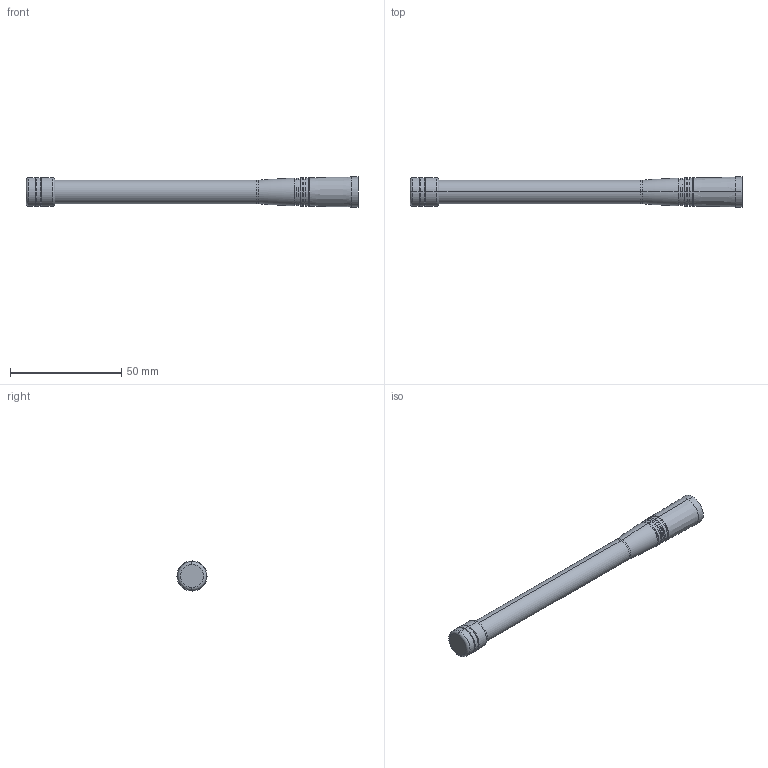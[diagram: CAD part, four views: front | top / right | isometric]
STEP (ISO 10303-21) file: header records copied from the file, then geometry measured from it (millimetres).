
FILE_DESCRIPTION (( 'STEP AP214' ), '1' );
FILE_NAME ('FMANRBD1046_3D.step', '2023-04-10T18:00:04', ( '' ), ( '' ), 'SwSTEP 2.0', 'SolidWorks 2022', '' );
FILE_SCHEMA (( 'AUTOMOTIVE_DESIGN' ));
Length unit declared in the file: inch
Products named in the file (1): FMANRBD1046_3D
Bounding box: 149 x 13.5 x 13.5 mm (x, y, z)
Volume: 14740.9 mm3; surface area: 7117.4 mm2
Topology: 1 solids, 2 shells, 142 faces, 284 edges, 162 vertices
Faces by surface type: cylinder 66, cone 40, plane 22, torus 14
Entity records: 5413 total; most frequent: DIRECTION 740, CARTESIAN_POINT 585, ORIENTED_EDGE 560, AXIS2_PLACEMENT_3D 317, EDGE_CURVE 280, CIRCLE 174, EDGE_LOOP 162, VERTEX_POINT 162
